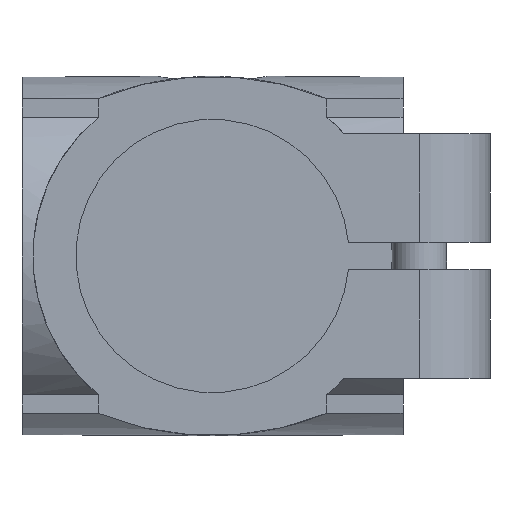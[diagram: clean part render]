
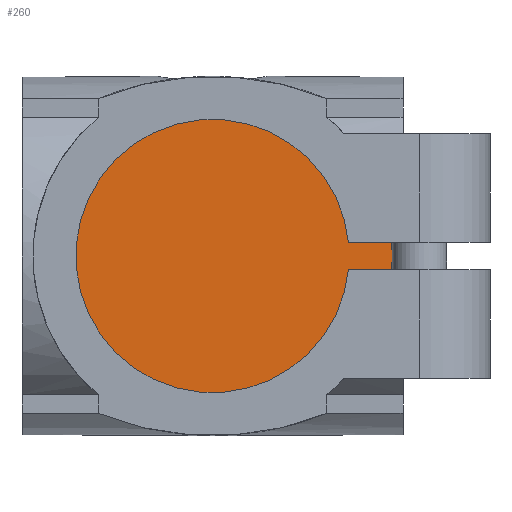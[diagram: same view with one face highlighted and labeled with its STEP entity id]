
A CAD part, front view. The second image highlights one B-rep face of the part: STEP entity #260.
In plain terms, the highlighted planar face has unit normal (0, -1, 0).
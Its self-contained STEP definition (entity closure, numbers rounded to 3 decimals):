
#260 = ADVANCED_FACE( '', ( #617 ), #618, .F. );
#617 = FACE_OUTER_BOUND( '', #1079, .T. );
#618 = PLANE( '', #1080 );
#1079 = EDGE_LOOP( '', ( #1819, #1820, #1821, #1822 ) );
#1080 = AXIS2_PLACEMENT_3D( '', #1823, #1824, #1825 );
#1819 = ORIENTED_EDGE( '', *, *, #2850, .F. );
#1820 = ORIENTED_EDGE( '', *, *, #2851, .F. );
#1821 = ORIENTED_EDGE( '', *, *, #2711, .F. );
#1822 = ORIENTED_EDGE( '', *, *, #2852, .F. );
#1823 = CARTESIAN_POINT( '', ( 0., 63., 0. ) );
#1824 = DIRECTION( '', ( 0., 1., 0. ) );
#1825 = DIRECTION( '', ( 0., 0., 1. ) );
#2711 = EDGE_CURVE( '', #3282, #3284, #3285, .T. );
#2850 = EDGE_CURVE( '', #3503, #3504, #3505, .T. );
#2851 = EDGE_CURVE( '', #3284, #3503, #3506, .T. );
#2852 = EDGE_CURVE( '', #3504, #3282, #3507, .T. );
#3282 = VERTEX_POINT( '', #4165 );
#3284 = VERTEX_POINT( '', #4168 );
#3285 = LINE( '', #4169, #4170 );
#3503 = VERTEX_POINT( '', #4525 );
#3504 = VERTEX_POINT( '', #4526 );
#3505 = LINE( '', #4527, #4528 );
#3506 = CIRCLE( '', #4529, 25.11 );
#3507 = CIRCLE( '', #4530, 33. );
#4165 = CARTESIAN_POINT( '', ( 32.905, 63., -2.5 ) );
#4168 = CARTESIAN_POINT( '', ( 24.985, 63., -2.5 ) );
#4169 = CARTESIAN_POINT( '', ( 51., 63., -2.5 ) );
#4170 = VECTOR( '', #5061, 1000. );
#4525 = CARTESIAN_POINT( '', ( 24.985, 63., 2.5 ) );
#4526 = CARTESIAN_POINT( '', ( 32.905, 63., 2.5 ) );
#4527 = CARTESIAN_POINT( '', ( 24.985, 63., 2.5 ) );
#4528 = VECTOR( '', #5227, 1000. );
#4529 = AXIS2_PLACEMENT_3D( '', #5228, #5229, #5230 );
#4530 = AXIS2_PLACEMENT_3D( '', #5231, #5232, #5233 );
#5061 = DIRECTION( '', ( -1., 0., 0. ) );
#5227 = DIRECTION( '', ( 1., 0., 0. ) );
#5228 = CARTESIAN_POINT( '', ( 0., 63., 0. ) );
#5229 = DIRECTION( '', ( 0., 1., 0. ) );
#5230 = DIRECTION( '', ( 1., 0., 0. ) );
#5231 = CARTESIAN_POINT( '', ( 0., 63., 0. ) );
#5232 = DIRECTION( '', ( 0., 1., 0. ) );
#5233 = DIRECTION( '', ( 0., 0., 1. ) );
